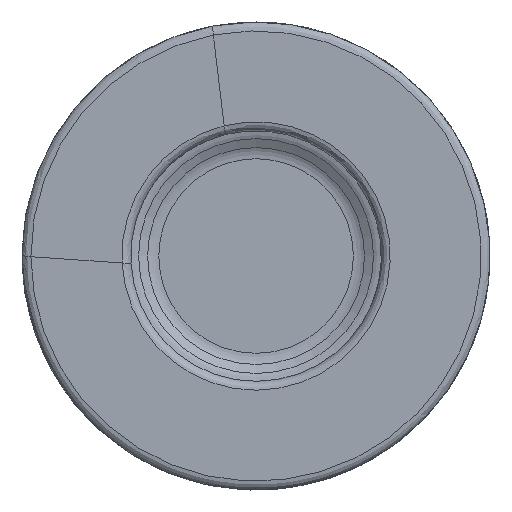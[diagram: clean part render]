
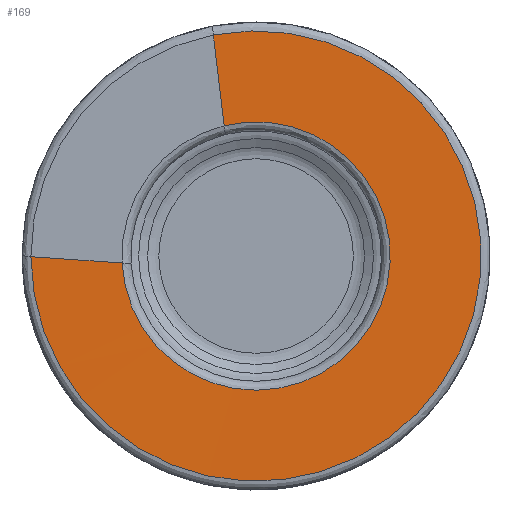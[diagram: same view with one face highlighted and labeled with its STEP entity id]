
A CAD part, left-side view. The second image highlights one B-rep face of the part: STEP entity #169.
In plain terms, the highlighted free-form (B-spline) face has degree [1, 3] with [2, 7] control points.
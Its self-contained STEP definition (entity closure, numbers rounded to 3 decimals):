
#32=LINE('',#918,#36);
#33=LINE('',#919,#37);
#36=VECTOR('',#711,1.);
#37=VECTOR('',#712,1.);
#49=(
BOUNDED_SURFACE()
B_SPLINE_SURFACE(1,3,((#1018,#1019,#1020,#1021,#1022,#1023,#1024),(#1025,
#1026,#1027,#1028,#1029,#1030,#1031)),.UNSPECIFIED.,.F.,.F.,.F.)
B_SPLINE_SURFACE_WITH_KNOTS((2,2),(4,3,4),(0.,1.),(0.,0.5,1.),
 .UNSPECIFIED.)
GEOMETRIC_REPRESENTATION_ITEM()
RATIONAL_B_SPLINE_SURFACE(((1.,0.559,0.559,1.,0.559,
0.559,1.),(1.,0.559,0.559,1.,0.559,
0.559,1.)))
REPRESENTATION_ITEM('')
SURFACE()
);
#169=ADVANCED_FACE('',(#197),#49,.F.);
#197=FACE_OUTER_BOUND('',#253,.T.);
#253=EDGE_LOOP('',(#338,#339,#340,#341));
#338=ORIENTED_EDGE('',*,*,#471,.T.);
#339=ORIENTED_EDGE('',*,*,#481,.F.);
#340=ORIENTED_EDGE('',*,*,#472,.T.);
#341=ORIENTED_EDGE('',*,*,#480,.T.);
#421=VERTEX_POINT('',#895);
#422=VERTEX_POINT('',#896);
#423=VERTEX_POINT('',#916);
#424=VERTEX_POINT('',#917);
#471=EDGE_CURVE('',#421,#423,#32,.T.);
#472=EDGE_CURVE('',#424,#422,#33,.T.);
#480=EDGE_CURVE('',#422,#421,#536,.T.);
#481=EDGE_CURVE('',#424,#423,#537,.T.);
#536=CIRCLE('',#602,12.04);
#537=CIRCLE('',#603,20.204);
#602=AXIS2_PLACEMENT_3D('',#988,#721,#722);
#603=AXIS2_PLACEMENT_3D('',#1017,#723,#724);
#711=DIRECTION('',(-0.003,0.998,0.07));
#712=DIRECTION('',(0.003,-0.118,-0.993));
#721=DIRECTION('',(1.,0.,0.));
#722=DIRECTION('',(0.,0.238,0.971));
#723=DIRECTION('',(1.,0.,0.));
#724=DIRECTION('',(0.,0.19,0.982));
#895=CARTESIAN_POINT('',(0.021,12.024,-0.626));
#896=CARTESIAN_POINT('',(0.021,2.863,11.695));
#916=CARTESIAN_POINT('',(0.,20.204,-0.056));
#917=CARTESIAN_POINT('',(0.,3.831,19.837));
#918=CARTESIAN_POINT('',(0.021,12.024,-0.626));
#919=CARTESIAN_POINT('',(0.021,2.863,11.695));
#988=CARTESIAN_POINT('',(0.021,0.,0.));
#1017=CARTESIAN_POINT('',(0.,0.,0.));
#1018=CARTESIAN_POINT('',(0.021,2.863,11.695));
#1019=CARTESIAN_POINT('',(0.021,-10.254,14.905));
#1020=CARTESIAN_POINT('',(0.021,-17.719,3.653));
#1021=CARTESIAN_POINT('',(0.021,-9.662,-7.184));
#1022=CARTESIAN_POINT('',(0.021,-1.604,-18.02));
#1023=CARTESIAN_POINT('',(0.021,11.321,-14.112));
#1024=CARTESIAN_POINT('',(0.021,12.024,-0.626));
#1025=CARTESIAN_POINT('',(0.,3.831,19.837));
#1026=CARTESIAN_POINT('',(0.,-18.418,24.134));
#1027=CARTESIAN_POINT('',(0.,-30.,4.658));
#1028=CARTESIAN_POINT('',(0.,-15.6,-12.839));
#1029=CARTESIAN_POINT('',(0.,-1.2,-30.336));
#1030=CARTESIAN_POINT('',(0.,20.141,-22.716));
#1031=CARTESIAN_POINT('',(0.,20.204,-0.056));
